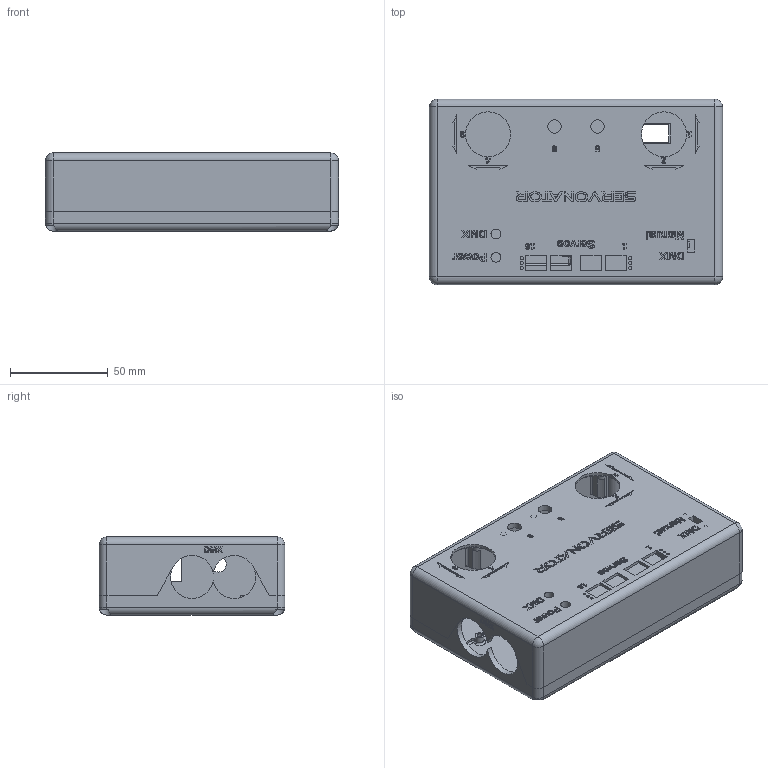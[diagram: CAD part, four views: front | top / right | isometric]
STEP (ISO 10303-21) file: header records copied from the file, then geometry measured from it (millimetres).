
FILE_DESCRIPTION(/* description */ (''),/* implementation_level */ '2;1');
FILE_NAME(/* name */ 'Servonator v13.step',/* time_stamp */ '2025-12-20T12:08:36-08:00',/* author */ (''),/* organization */ (''),/* preprocessor_version */ 'ST-DEVELOPER v20.1',/* originating_system */ 'Autodesk Translation Framework v14.10.0.0',/* authorisation */ '');
FILE_SCHEMA (('AUTOMOTIVE_DESIGN { 1 0 10303 214 3 1 1 }'));
Products named in the file (1): Servonator
Bounding box: 150 x 95 x 40 mm (x, y, z)
Volume: 114225.5 mm3; surface area: 93461.6 mm2
Topology: 2 solids, 2 shells, 1648 faces, 4403 edges, 2884 vertices
Faces by surface type: plane 879, bspline 547, cylinder 178, sphere 28, torus 12, cone 4
Full cylindrical faces by diameter (mm): 1.5 x6, 1.6 x2, 1.8 x12, 2.6 x8, 3 x2, 3.2 x4, 4.5 x8, 5 x6, 7 x2, 8 x1, 10.5 x1, 23 x2
Entity records: 56227 total; most frequent: CARTESIAN_POINT 18529, ORIENTED_EDGE 8806, DIRECTION 5871, EDGE_CURVE 4403, VERTEX_POINT 2884, LINE 2883, VECTOR 2883, EDGE_LOOP 1809
